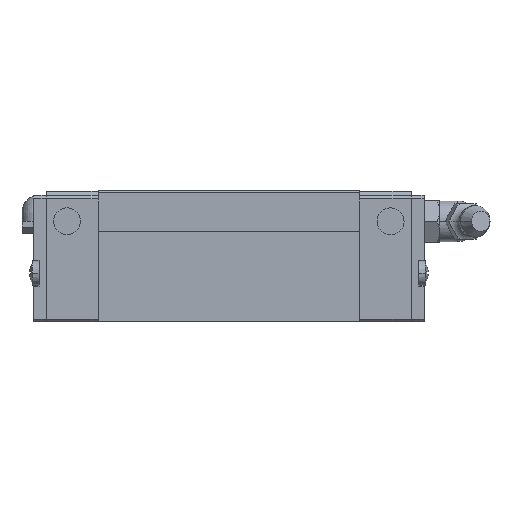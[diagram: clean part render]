
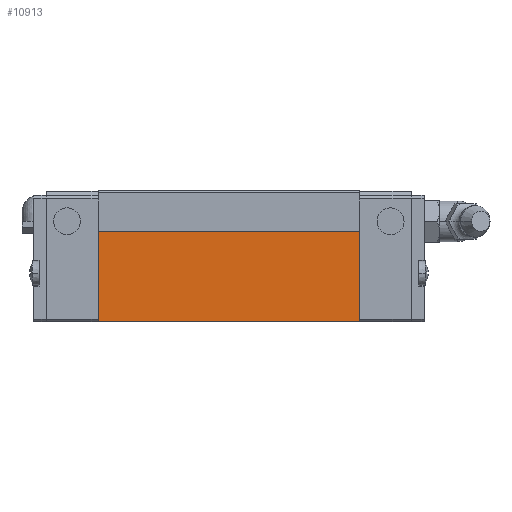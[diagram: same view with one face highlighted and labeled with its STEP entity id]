
A CAD part, left-side view. The second image highlights one B-rep face of the part: STEP entity #10913.
In plain terms, the highlighted planar face has unit normal (-1, 0, 0).
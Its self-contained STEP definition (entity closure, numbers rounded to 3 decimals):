
#10221=CARTESIAN_POINT('Vertex',(-21.6,12.501,22.)) ;
#10224=CARTESIAN_POINT('Line Origine',(-21.6,12.501,13.35)) ;
#10228=CARTESIAN_POINT('Vertex',(-21.6,12.501,4.7)) ;
#10430=CARTESIAN_POINT('Vertex',(-21.6,63.001,4.7)) ;
#10433=CARTESIAN_POINT('Line Origine',(-21.6,63.001,13.35)) ;
#10437=CARTESIAN_POINT('Vertex',(-21.6,63.001,22.)) ;
#10885=CARTESIAN_POINT('Line Origine',(-21.6,37.751,22.)) ;
#10897=CARTESIAN_POINT('Axis2P3D Location',(-21.6,37.751,7.)) ;
#10902=CARTESIAN_POINT('Line Origine',(-21.6,37.751,4.7)) ;
#10225=DIRECTION('Vector Direction',(0.,0.,-1.)) ;
#10434=DIRECTION('Vector Direction',(0.,0.,1.)) ;
#10886=DIRECTION('Vector Direction',(0.,1.,0.)) ;
#10898=DIRECTION('Axis2P3D Direction',(-1.,0.,0.)) ;
#10899=DIRECTION('Axis2P3D XDirection',(0.,0.,1.)) ;
#10903=DIRECTION('Vector Direction',(0.,1.,0.)) ;
#10900=AXIS2_PLACEMENT_3D('Plane Axis2P3D',#10897,#10898,#10899) ;
#10908=ORIENTED_EDGE('',*,*,#10439,.F.) ;
#10909=ORIENTED_EDGE('',*,*,#10906,.F.) ;
#10910=ORIENTED_EDGE('',*,*,#10230,.F.) ;
#10911=ORIENTED_EDGE('',*,*,#10889,.T.) ;
#10226=VECTOR('Line Direction',#10225,1.) ;
#10435=VECTOR('Line Direction',#10434,1.) ;
#10887=VECTOR('Line Direction',#10886,1.) ;
#10904=VECTOR('Line Direction',#10903,1.) ;
#10913=ADVANCED_FACE('HGH20CAZ0H_FILE',(#10912),#10901,.T.) ;
#10230=EDGE_CURVE('',#10222,#10229,#10227,.T.) ;
#10439=EDGE_CURVE('',#10431,#10438,#10436,.T.) ;
#10889=EDGE_CURVE('',#10222,#10438,#10888,.T.) ;
#10906=EDGE_CURVE('',#10229,#10431,#10905,.T.) ;
#10907=EDGE_LOOP('',(#10908,#10909,#10910,#10911)) ;
#10912=FACE_OUTER_BOUND('',#10907,.T.) ;
#10227=LINE('Line',#10224,#10226) ;
#10436=LINE('Line',#10433,#10435) ;
#10888=LINE('Line',#10885,#10887) ;
#10905=LINE('Line',#10902,#10904) ;
#10901=PLANE('',#10900) ;
#10222=VERTEX_POINT('',#10221) ;
#10229=VERTEX_POINT('',#10228) ;
#10431=VERTEX_POINT('',#10430) ;
#10438=VERTEX_POINT('',#10437) ;
